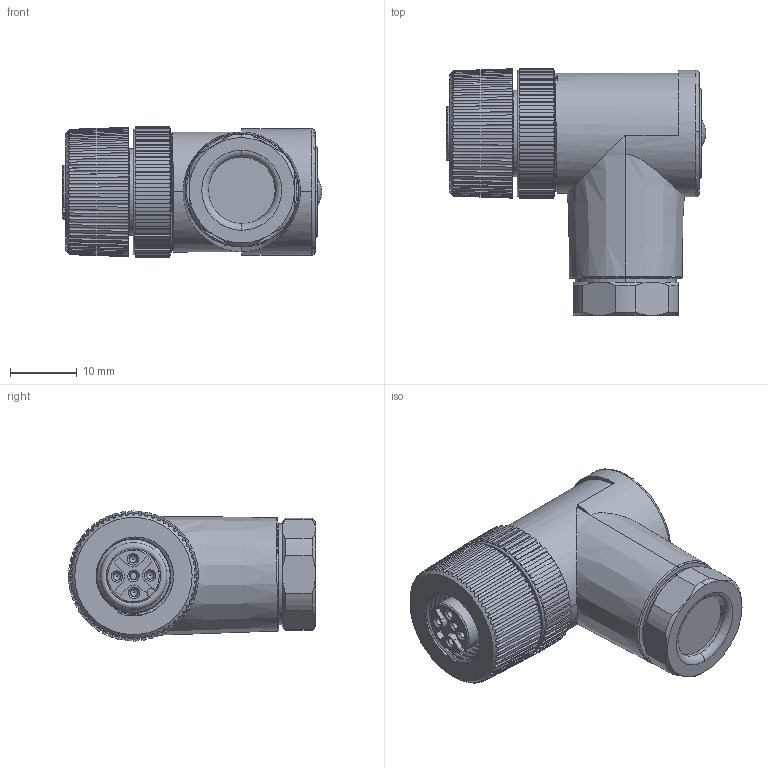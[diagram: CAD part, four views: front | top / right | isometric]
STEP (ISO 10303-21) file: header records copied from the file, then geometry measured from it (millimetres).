
FILE_DESCRIPTION(/* description */ (''),/* implementation_level */ '2;1');
FILE_NAME(/* name */ 'ELK5111-0-9.stp',/* time_stamp */ '2023-02-17T15:09:09+08:00',/* author */ (''),/* organization */ (''),/* preprocessor_version */ 'ST-DEVELOPER v16',/* originating_system */ 'SIEMENS PLM Software NX 10.0',/* authorisation */ '');
FILE_SCHEMA (('AP203_CONFIGURATION_CONTROLLED_3D_DESIGN_OF_MECHANICAL_PARTS_AND_ASSEMBLIES_MIM_LF { 1 0 10303 403 2 1 2}'));
Length unit declared in the file: millimetre
Products named in the file (1): dell43B0A39979uj
Bounding box: 38.88 x 37.05 x 19.5 mm (x, y, z)
Volume: 13843.2 mm3; surface area: 5503.1 mm2
Topology: 1 solids, 1 shells, 557 faces, 1502 edges, 964 vertices
Faces by surface type: plane 284, cylinder 163, cone 93, torus 11, bspline 5, sphere 1
Full cylindrical faces by diameter (mm): 1 x1, 1.1 x9, 1.58 x5, 11 x1, 11.2 x7, 13 x2, 18.9 x1
Entity records: 20828 total; most frequent: CARTESIAN_POINT 7242, DIRECTION 2877, ORIENTED_EDGE 2836, EDGE_CURVE 1418, AXIS2_PLACEMENT_3D 1160, VERTEX_POINT 924, EDGE_LOOP 604, LINE 557
